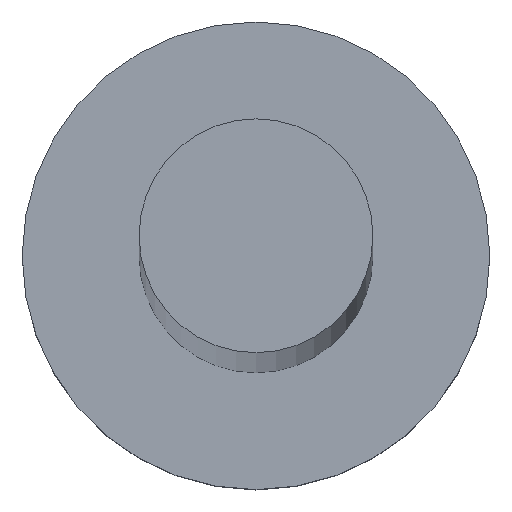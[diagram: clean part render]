
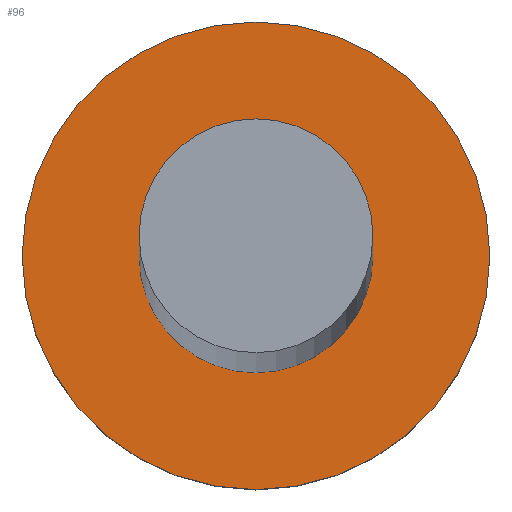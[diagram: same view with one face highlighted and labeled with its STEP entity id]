
A CAD part, top view. The second image highlights one B-rep face of the part: STEP entity #96.
In plain terms, the highlighted planar face has unit normal (0, 0, 1).
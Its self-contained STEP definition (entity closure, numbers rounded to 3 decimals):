
#10 = CIRCLE ( 'NONE', #253, 2.5 ) ;
#18 = PLANE ( 'NONE',  #25 ) ;
#24 = CARTESIAN_POINT ( 'NONE',  ( 0., 0., 2. ) ) ;
#25 = AXIS2_PLACEMENT_3D ( 'NONE', #166, #184, #121 ) ;
#26 = DIRECTION ( 'NONE',  ( 1., 0., 0. ) ) ;
#35 = DIRECTION ( 'NONE',  ( 0., 0., 1. ) ) ;
#38 = VERTEX_POINT ( 'NONE', #61 ) ;
#41 = AXIS2_PLACEMENT_3D ( 'NONE', #214, #177, #180 ) ;
#45 = EDGE_CURVE ( 'NONE', #74, #38, #205, .T. ) ;
#60 = ORIENTED_EDGE ( 'NONE', *, *, #231, .T. ) ;
#61 = CARTESIAN_POINT ( 'NONE',  ( 1.25, 0., 2. ) ) ;
#68 = CARTESIAN_POINT ( 'NONE',  ( 0., 0., 2. ) ) ;
#74 = VERTEX_POINT ( 'NONE', #240 ) ;
#75 = CIRCLE ( 'NONE', #41, 2.5 ) ;
#76 = ORIENTED_EDGE ( 'NONE', *, *, #150, .F. ) ;
#81 = CARTESIAN_POINT ( 'NONE',  ( -2.5, 0., 2. ) ) ;
#93 = VERTEX_POINT ( 'NONE', #81 ) ;
#96 = ADVANCED_FACE ( 'NONE', ( #196, #160 ), #18, .T. ) ;
#101 = DIRECTION ( 'NONE',  ( 0., 0., 1. ) ) ;
#115 = EDGE_LOOP ( 'NONE', ( #192, #60 ) ) ;
#121 = DIRECTION ( 'NONE',  ( 1., 0., 0. ) ) ;
#126 = DIRECTION ( 'NONE',  ( 1., 0., 0. ) ) ;
#143 = DIRECTION ( 'NONE',  ( 0., 0., 1. ) ) ;
#150 = EDGE_CURVE ( 'NONE', #38, #74, #190, .T. ) ;
#151 = ORIENTED_EDGE ( 'NONE', *, *, #45, .F. ) ;
#154 = EDGE_CURVE ( 'NONE', #93, #193, #75, .T. ) ;
#160 = FACE_OUTER_BOUND ( 'NONE', #115, .T. ) ;
#166 = CARTESIAN_POINT ( 'NONE',  ( 0., 0., 2. ) ) ;
#177 = DIRECTION ( 'NONE',  ( 0., 0., 1. ) ) ;
#180 = DIRECTION ( 'NONE',  ( 1., 0., 0. ) ) ;
#184 = DIRECTION ( 'NONE',  ( 0., 0., 1. ) ) ;
#190 = CIRCLE ( 'NONE', #228, 1.25 ) ;
#192 = ORIENTED_EDGE ( 'NONE', *, *, #154, .T. ) ;
#193 = VERTEX_POINT ( 'NONE', #243 ) ;
#194 = DIRECTION ( 'NONE',  ( 1., 0., 0. ) ) ;
#196 = FACE_BOUND ( 'NONE', #249, .T. ) ;
#205 = CIRCLE ( 'NONE', #247, 1.25 ) ;
#210 = CARTESIAN_POINT ( 'NONE',  ( 0., 0., 2. ) ) ;
#214 = CARTESIAN_POINT ( 'NONE',  ( 0., 0., 2. ) ) ;
#228 = AXIS2_PLACEMENT_3D ( 'NONE', #68, #143, #26 ) ;
#231 = EDGE_CURVE ( 'NONE', #193, #93, #10, .T. ) ;
#240 = CARTESIAN_POINT ( 'NONE',  ( -1.25, 0., 2. ) ) ;
#243 = CARTESIAN_POINT ( 'NONE',  ( 2.5, 0., 2. ) ) ;
#247 = AXIS2_PLACEMENT_3D ( 'NONE', #210, #35, #194 ) ;
#249 = EDGE_LOOP ( 'NONE', ( #151, #76 ) ) ;
#253 = AXIS2_PLACEMENT_3D ( 'NONE', #24, #101, #126 ) ;
